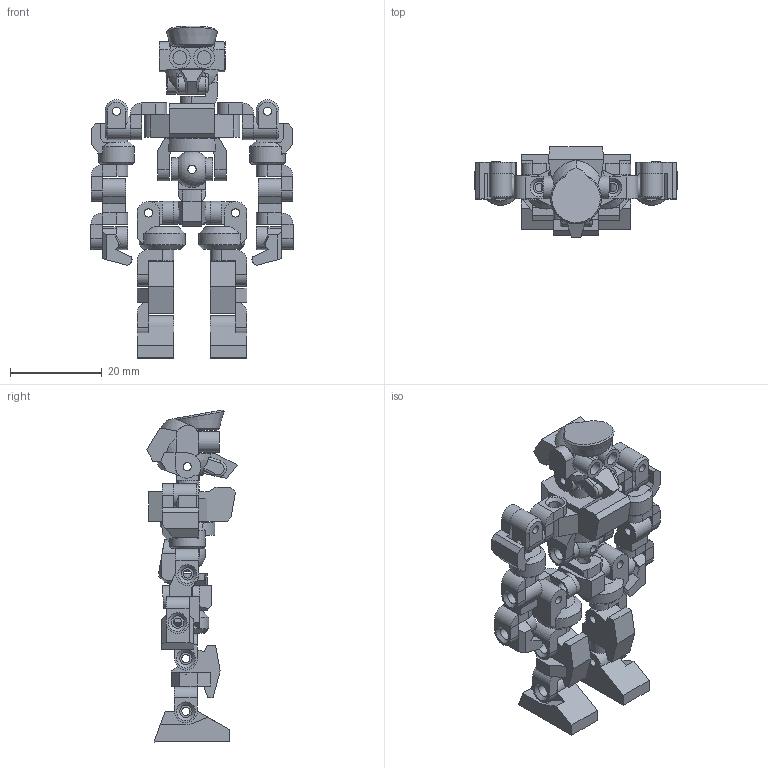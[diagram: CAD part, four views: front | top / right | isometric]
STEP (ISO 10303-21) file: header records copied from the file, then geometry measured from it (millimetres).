
FILE_DESCRIPTION(/* description */ (''),/* implementation_level */ '2;1');
FILE_NAME(/* name */ '70mmRobo v6.step',/* time_stamp */ '2021-08-04T22:53:05+09:00',/* author */ (''),/* organization */ (''),/* preprocessor_version */ 'ST-DEVELOPER v18.1',/* originating_system */ 'Autodesk Translation Framework v10.9.0.1377',/* authorisation */ '');
FILE_SCHEMA (('AUTOMOTIVE_DESIGN { 1 0 10303 214 3 1 1 }'));
Length unit declared in the file: millimetre
Products named in the file (7): 70mmRobo; head; body; Arm; Reg; Arm(ミラー); Reg(ミラー)
Assembly tree (6 placements, depth 2):
  70mmRobo
    head
    body
    Arm
    Reg
    Arm(ミラー)
    Reg(ミラー)
Bounding box: 44.21 x 19.77 x 72.57 mm (x, y, z)
Volume: 10790.3 mm3; surface area: 12239.1 mm2
Topology: 34 solids, 34 shells, 655 faces, 1673 edges, 1077 vertices
Faces by surface type: plane 408, cylinder 178, cone 48, sphere 11, bspline 8, torus 2
Full cylindrical faces by diameter (mm): 1.5 x2, 1.8 x33, 2.7 x33, 3 x2, 4.515 x1, 5 x8, 6.5 x2, 7.815 x2, 10 x2
Entity records: 21435 total; most frequent: CARTESIAN_POINT 4785, DIRECTION 3444, ORIENTED_EDGE 3346, EDGE_CURVE 1673, AXIS2_PLACEMENT_3D 1183, LINE 1078, VECTOR 1078, VERTEX_POINT 1077
